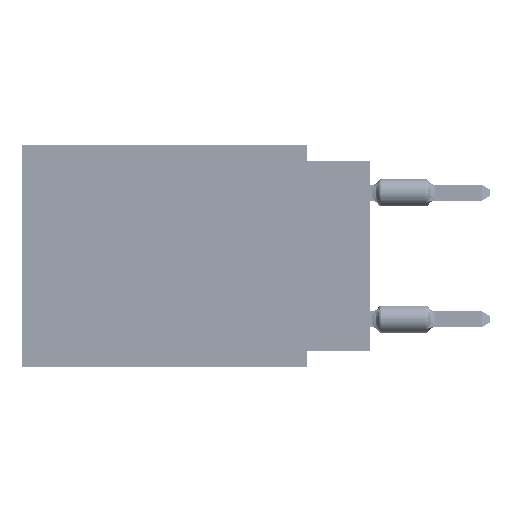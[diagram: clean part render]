
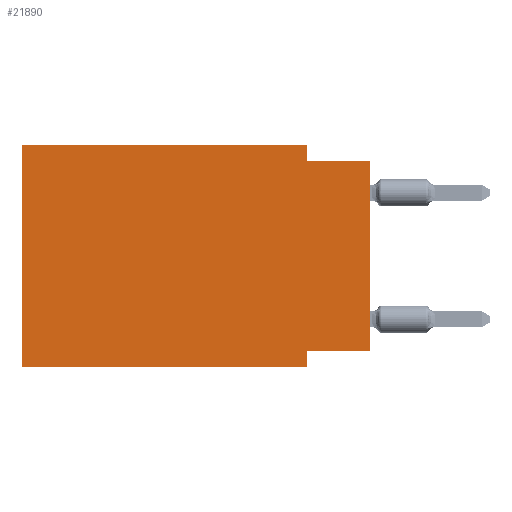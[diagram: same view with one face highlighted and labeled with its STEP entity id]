
A CAD part, left-side view. The second image highlights one B-rep face of the part: STEP entity #21890.
In plain terms, the highlighted planar face has unit normal (-1, 0, 0).
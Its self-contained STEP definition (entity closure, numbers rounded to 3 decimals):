
#891 = ORIENTED_EDGE ( 'NONE', *, *, #5896, .F. ) ;
#3193 = VECTOR ( 'NONE', #10498, 1000. ) ;
#5896 = EDGE_CURVE ( 'NONE', #77273, #16146, #41627, .T. ) ;
#6747 = CARTESIAN_POINT ( 'NONE',  ( 0., 13.97, 0. ) ) ;
#9206 = EDGE_CURVE ( 'NONE', #69413, #77273, #69484, .T. ) ;
#10498 = DIRECTION ( 'NONE',  ( 0., 0., -1. ) ) ;
#11011 = VERTEX_POINT ( 'NONE', #16002 ) ;
#11666 = DIRECTION ( 'NONE',  ( 0., 0., -1. ) ) ;
#12730 = ORIENTED_EDGE ( 'NONE', *, *, #76937, .F. ) ;
#13601 = EDGE_LOOP ( 'NONE', ( #19250, #64349, #58073, #76189, #12730, #74498, #891, #17252 ) ) ;
#13685 = LINE ( 'NONE', #58557, #19569 ) ;
#14529 = CARTESIAN_POINT ( 'NONE',  ( 0., 2.54, -8.255 ) ) ;
#15362 = AXIS2_PLACEMENT_3D ( 'NONE', #61402, #48469, #11666 ) ;
#16002 = CARTESIAN_POINT ( 'NONE',  ( 0., 0., -0.635 ) ) ;
#16146 = VERTEX_POINT ( 'NONE', #59922 ) ;
#17252 = ORIENTED_EDGE ( 'NONE', *, *, #9206, .F. ) ;
#18253 = CARTESIAN_POINT ( 'NONE',  ( 0., 13.97, -8.89 ) ) ;
#19250 = ORIENTED_EDGE ( 'NONE', *, *, #49794, .T. ) ;
#19569 = VECTOR ( 'NONE', #21359, 1000. ) ;
#19971 = VERTEX_POINT ( 'NONE', #6747 ) ;
#20144 = CARTESIAN_POINT ( 'NONE',  ( 0., 0., -8.255 ) ) ;
#20593 = CARTESIAN_POINT ( 'NONE',  ( 0., 2.54, 0. ) ) ;
#21089 = DIRECTION ( 'NONE',  ( 0., 0., 1. ) ) ;
#21359 = DIRECTION ( 'NONE',  ( 0., -1., 0. ) ) ;
#21494 = LINE ( 'NONE', #51421, #46228 ) ;
#21890 = ADVANCED_FACE ( 'NONE', ( #48861 ), #54933, .F. ) ;
#26085 = CARTESIAN_POINT ( 'NONE',  ( 0., 13.97, -8.89 ) ) ;
#28900 = LINE ( 'NONE', #60432, #73023 ) ;
#33345 = LINE ( 'NONE', #26085, #67224 ) ;
#33776 = VECTOR ( 'NONE', #47257, 1000. ) ;
#36307 = EDGE_CURVE ( 'NONE', #68547, #11011, #13685, .T. ) ;
#37141 = CARTESIAN_POINT ( 'NONE',  ( 0., 13.97, 0. ) ) ;
#41627 = LINE ( 'NONE', #66301, #3193 ) ;
#43392 = CARTESIAN_POINT ( 'NONE',  ( 0., 0., -8.255 ) ) ;
#45092 = DIRECTION ( 'NONE',  ( 0., -1., 0. ) ) ;
#46228 = VECTOR ( 'NONE', #21089, 1000. ) ;
#47257 = DIRECTION ( 'NONE',  ( 0., 0., -1. ) ) ;
#47502 = DIRECTION ( 'NONE',  ( 0., 0., 1. ) ) ;
#48469 = DIRECTION ( 'NONE',  ( 1., 0., 0. ) ) ;
#48861 = FACE_OUTER_BOUND ( 'NONE', #13601, .T. ) ;
#49606 = EDGE_CURVE ( 'NONE', #19971, #70421, #78855, .T. ) ;
#49794 = EDGE_CURVE ( 'NONE', #69413, #11011, #28900, .T. ) ;
#51321 = LINE ( 'NONE', #20593, #33776 ) ;
#51421 = CARTESIAN_POINT ( 'NONE',  ( 0., 13.97, 0. ) ) ;
#53374 = EDGE_CURVE ( 'NONE', #54097, #16146, #33345, .T. ) ;
#54097 = VERTEX_POINT ( 'NONE', #18253 ) ;
#54933 = PLANE ( 'NONE',  #15362 ) ;
#56180 = EDGE_CURVE ( 'NONE', #70421, #68547, #51321, .T. ) ;
#56953 = DIRECTION ( 'NONE',  ( 0., 1., 0. ) ) ;
#58073 = ORIENTED_EDGE ( 'NONE', *, *, #56180, .F. ) ;
#58557 = CARTESIAN_POINT ( 'NONE',  ( 0., 0., -0.635 ) ) ;
#59922 = CARTESIAN_POINT ( 'NONE',  ( 0., 2.54, -8.89 ) ) ;
#60199 = CARTESIAN_POINT ( 'NONE',  ( 0., 2.54, -0.635 ) ) ;
#60432 = CARTESIAN_POINT ( 'NONE',  ( 0., 0., 0. ) ) ;
#61402 = CARTESIAN_POINT ( 'NONE',  ( 0., 13.97, 0. ) ) ;
#64349 = ORIENTED_EDGE ( 'NONE', *, *, #36307, .F. ) ;
#66301 = CARTESIAN_POINT ( 'NONE',  ( 0., 2.54, -8.89 ) ) ;
#67224 = VECTOR ( 'NONE', #45092, 1000. ) ;
#68547 = VERTEX_POINT ( 'NONE', #60199 ) ;
#68910 = VECTOR ( 'NONE', #56953, 1000. ) ;
#69413 = VERTEX_POINT ( 'NONE', #43392 ) ;
#69484 = LINE ( 'NONE', #20144, #68910 ) ;
#70421 = VERTEX_POINT ( 'NONE', #76252 ) ;
#73023 = VECTOR ( 'NONE', #47502, 1000. ) ;
#74314 = VECTOR ( 'NONE', #74374, 1000. ) ;
#74374 = DIRECTION ( 'NONE',  ( 0., -1., 0. ) ) ;
#74498 = ORIENTED_EDGE ( 'NONE', *, *, #53374, .T. ) ;
#76189 = ORIENTED_EDGE ( 'NONE', *, *, #49606, .F. ) ;
#76252 = CARTESIAN_POINT ( 'NONE',  ( 0., 2.54, 0. ) ) ;
#76937 = EDGE_CURVE ( 'NONE', #54097, #19971, #21494, .T. ) ;
#77273 = VERTEX_POINT ( 'NONE', #14529 ) ;
#78855 = LINE ( 'NONE', #37141, #74314 ) ;
